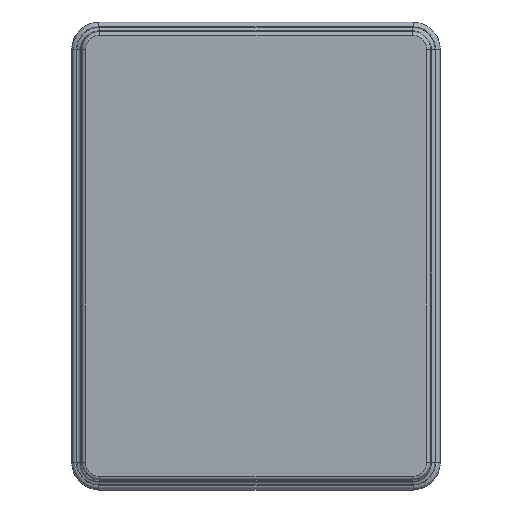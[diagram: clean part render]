
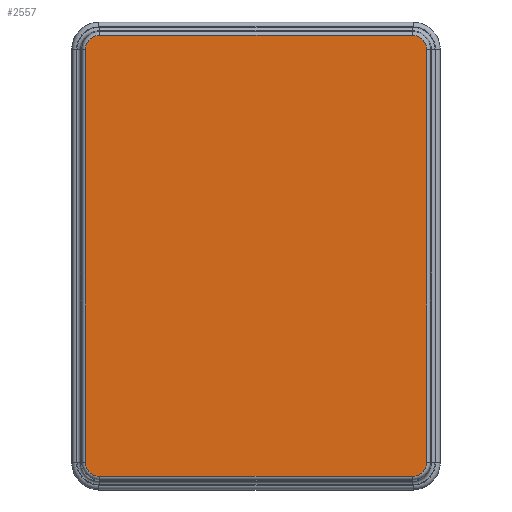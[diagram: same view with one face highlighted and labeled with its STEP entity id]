
A CAD part, top view. The second image highlights one B-rep face of the part: STEP entity #2557.
In plain terms, the highlighted planar face has unit normal (0, 0, 1).
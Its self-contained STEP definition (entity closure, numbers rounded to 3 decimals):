
#400=CARTESIAN_POINT('',(85.,-112.1,26.));
#401=DIRECTION('',(0.,0.,1.));
#402=DIRECTION('',(0.,-1.,0.));
#403=AXIS2_PLACEMENT_3D('',#400,#401,#402);
#424=DIRECTION('',(0.,-1.,0.));
#425=VECTOR('',#424,224.2);
#426=CARTESIAN_POINT('',(92.653,112.1,26.));
#427=LINE('',#426,#425);
#428=DIRECTION('',(-1.,0.,0.));
#429=VECTOR('',#428,170.);
#430=CARTESIAN_POINT('',(85.,-119.753,26.));
#431=LINE('',#430,#429);
#432=CARTESIAN_POINT('',(-85.,-112.1,26.));
#433=DIRECTION('',(0.,0.,-1.));
#434=DIRECTION('',(0.,-1.,0.));
#435=AXIS2_PLACEMENT_3D('',#432,#433,#434);
#437=DIRECTION('',(0.,1.,0.));
#438=VECTOR('',#437,224.2);
#439=CARTESIAN_POINT('',(-92.653,-112.1,26.));
#440=LINE('',#439,#438);
#441=DIRECTION('',(1.,0.,0.));
#442=VECTOR('',#441,170.);
#443=CARTESIAN_POINT('',(-85.,119.753,26.));
#444=LINE('',#443,#442);
#445=CARTESIAN_POINT('',(85.,112.1,26.));
#446=DIRECTION('',(0.,0.,-1.));
#447=DIRECTION('',(0.,1.,0.));
#448=AXIS2_PLACEMENT_3D('',#445,#446,#447);
#550=CARTESIAN_POINT('',(-85.,112.1,26.));
#551=DIRECTION('',(0.,0.,1.));
#552=DIRECTION('',(0.,1.,0.));
#553=AXIS2_PLACEMENT_3D('',#550,#551,#552);
#1900=CARTESIAN_POINT('',(85.,119.753,26.));
#1901=CARTESIAN_POINT('',(92.653,112.1,26.));
#1902=VERTEX_POINT('',#1900);
#1903=VERTEX_POINT('',#1901);
#1918=CARTESIAN_POINT('',(-85.,119.753,26.));
#1919=CARTESIAN_POINT('',(-92.653,112.1,26.));
#1920=VERTEX_POINT('',#1918);
#1921=VERTEX_POINT('',#1919);
#1936=CARTESIAN_POINT('',(-85.,-119.753,26.));
#1937=CARTESIAN_POINT('',(-92.653,-112.1,26.));
#1938=VERTEX_POINT('',#1936);
#1939=VERTEX_POINT('',#1937);
#1954=CARTESIAN_POINT('',(85.,-119.753,26.));
#1955=CARTESIAN_POINT('',(92.653,-112.1,26.));
#1956=VERTEX_POINT('',#1954);
#1957=VERTEX_POINT('',#1955);
#2538=CARTESIAN_POINT('',(0.,0.,26.));
#2539=DIRECTION('',(0.,0.,-1.));
#2540=DIRECTION('',(1.,0.,0.));
#2541=AXIS2_PLACEMENT_3D('',#2538,#2539,#2540);
#2542=PLANE('',#2541);
#2543=ORIENTED_EDGE('',*,*,#2502,.T.);
#2544=ORIENTED_EDGE('',*,*,#2516,.F.);
#2545=ORIENTED_EDGE('',*,*,#2528,.T.);
#2547=ORIENTED_EDGE('',*,*,#2546,.T.);
#2549=ORIENTED_EDGE('',*,*,#2548,.T.);
#2551=ORIENTED_EDGE('',*,*,#2550,.F.);
#2553=ORIENTED_EDGE('',*,*,#2552,.T.);
#2554=ORIENTED_EDGE('',*,*,#2487,.T.);
#2555=EDGE_LOOP('',(#2543,#2544,#2545,#2547,#2549,#2551,#2553,#2554));
#2556=FACE_OUTER_BOUND('',#2555,.F.);
#2557=ADVANCED_FACE('',(#2556),#2542,.F.);
#404=CIRCLE('',#403,7.653);
#436=CIRCLE('',#435,7.653);
#449=CIRCLE('',#448,7.653);
#554=CIRCLE('',#553,7.653);
#2487=EDGE_CURVE('',#1902,#1903,#449,.T.);
#2502=EDGE_CURVE('',#1903,#1957,#427,.T.);
#2516=EDGE_CURVE('',#1956,#1957,#404,.T.);
#2528=EDGE_CURVE('',#1956,#1938,#431,.T.);
#2546=EDGE_CURVE('',#1938,#1939,#436,.T.);
#2548=EDGE_CURVE('',#1939,#1921,#440,.T.);
#2550=EDGE_CURVE('',#1920,#1921,#554,.T.);
#2552=EDGE_CURVE('',#1920,#1902,#444,.T.);
